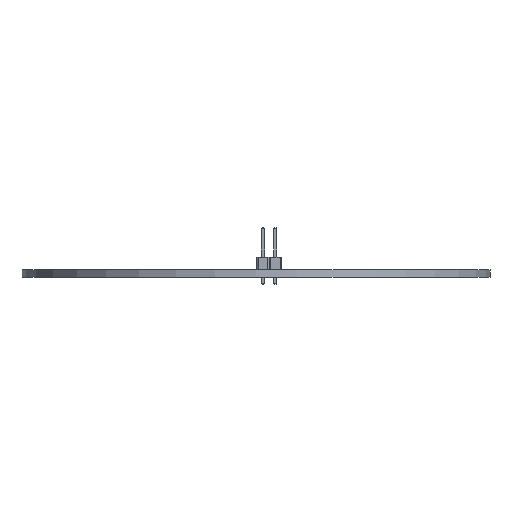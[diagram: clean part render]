
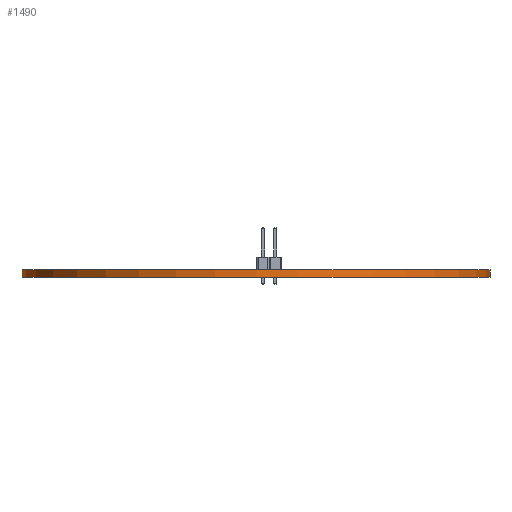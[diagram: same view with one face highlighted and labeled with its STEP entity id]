
A CAD part, front view. The second image highlights one B-rep face of the part: STEP entity #1490.
In plain terms, the highlighted cylindrical face has radius 48 mm (diameter 96 mm), a full revolution.
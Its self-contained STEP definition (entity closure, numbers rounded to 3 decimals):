
#1490 = ADVANCED_FACE('',(#1491),#1518,.T.);
#1491 = FACE_BOUND('',#1492,.F.);
#1492 = EDGE_LOOP('',(#1493,#1503,#1510,#1511));
#1493 = ORIENTED_EDGE('',*,*,#1494,.T.);
#1494 = EDGE_CURVE('',#1495,#1497,#1499,.T.);
#1495 = VERTEX_POINT('',#1496);
#1496 = CARTESIAN_POINT('',(90.545,-23.495,0.));
#1497 = VERTEX_POINT('',#1498);
#1498 = CARTESIAN_POINT('',(90.545,-23.495,1.51));
#1499 = LINE('',#1500,#1501);
#1500 = CARTESIAN_POINT('',(90.545,-23.495,0.));
#1501 = VECTOR('',#1502,1.);
#1502 = DIRECTION('',(0.,0.,1.));
#1503 = ORIENTED_EDGE('',*,*,#1504,.T.);
#1504 = EDGE_CURVE('',#1497,#1497,#1505,.T.);
#1505 = CIRCLE('',#1506,48.);
#1506 = AXIS2_PLACEMENT_3D('',#1507,#1508,#1509);
#1507 = CARTESIAN_POINT('',(42.545,-23.495,1.51));
#1508 = DIRECTION('',(0.,0.,1.));
#1509 = DIRECTION('',(1.,0.,-0.));
#1510 = ORIENTED_EDGE('',*,*,#1494,.F.);
#1511 = ORIENTED_EDGE('',*,*,#1512,.F.);
#1512 = EDGE_CURVE('',#1495,#1495,#1513,.T.);
#1513 = CIRCLE('',#1514,48.);
#1514 = AXIS2_PLACEMENT_3D('',#1515,#1516,#1517);
#1515 = CARTESIAN_POINT('',(42.545,-23.495,0.));
#1516 = DIRECTION('',(0.,0.,1.));
#1517 = DIRECTION('',(1.,0.,-0.));
#1518 = CYLINDRICAL_SURFACE('',#1519,48.);
#1519 = AXIS2_PLACEMENT_3D('',#1520,#1521,#1522);
#1520 = CARTESIAN_POINT('',(42.545,-23.495,0.));
#1521 = DIRECTION('',(-0.,-0.,-1.));
#1522 = DIRECTION('',(1.,0.,-0.));
